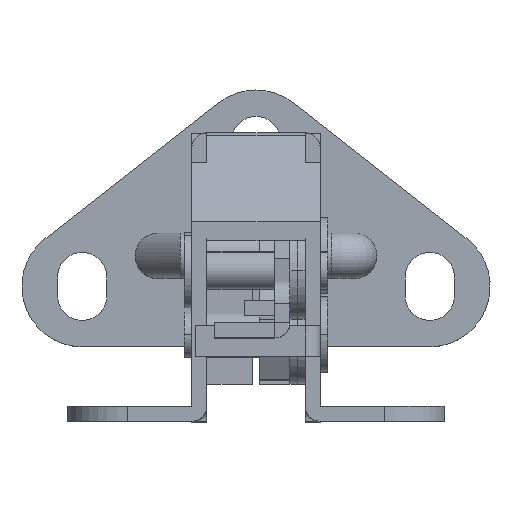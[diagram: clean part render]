
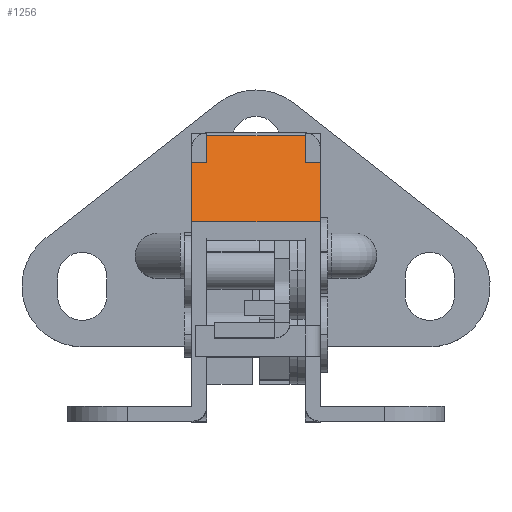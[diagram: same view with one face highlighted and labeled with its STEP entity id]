
A CAD part, top view. The second image highlights one B-rep face of the part: STEP entity #1256.
In plain terms, the highlighted planar face has unit normal (0, 0.786, 0.618).
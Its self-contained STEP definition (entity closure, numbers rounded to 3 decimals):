
#145 = VECTOR ( 'NONE', #3468, 1000. ) ;
#185 = VECTOR ( 'NONE', #3484, 1000. ) ;
#456 = VECTOR ( 'NONE', #3007, 1000. ) ;
#852 = LINE ( 'NONE', #5350, #7564 ) ;
#1031 = LINE ( 'NONE', #5345, #7313 ) ;
#1047 = VERTEX_POINT ( 'NONE', #4292 ) ;
#1135 = VERTEX_POINT ( 'NONE', #4187 ) ;
#1138 = VERTEX_POINT ( 'NONE', #4188 ) ;
#1140 = VERTEX_POINT ( 'NONE', #4183 ) ;
#1180 = VERTEX_POINT ( 'NONE', #4157 ) ;
#1183 = FACE_OUTER_BOUND ( 'NONE', #6967, .T. ) ;
#1198 = VERTEX_POINT ( 'NONE', #4138 ) ;
#1220 = VERTEX_POINT ( 'NONE', #4101 ) ;
#1224 = VERTEX_POINT ( 'NONE', #4095 ) ;
#1256 = ADVANCED_FACE ( 'NONE', ( #1183 ), #4385, .F. ) ;
#1284 = EDGE_CURVE ( 'NONE', #1135, #1138, #1824, .T. ) ;
#1447 = EDGE_CURVE ( 'NONE', #1224, #1135, #1031, .T. ) ;
#1455 = EDGE_CURVE ( 'NONE', #1220, #1224, #852, .T. ) ;
#1824 = LINE ( 'NONE', #4458, #7394 ) ;
#2143 = LINE ( 'NONE', #3233, #7778 ) ;
#2144 = LINE ( 'NONE', #3006, #456 ) ;
#2307 = LINE ( 'NONE', #3483, #185 ) ;
#2313 = LINE ( 'NONE', #3467, #145 ) ;
#2397 = LINE ( 'NONE', #3187, #7753 ) ;
#3006 = CARTESIAN_POINT ( 'NONE',  ( -8.5, 26.4, 0. ) ) ;
#3007 = DIRECTION ( 'NONE',  ( 0., -0.618, 0.786 ) ) ;
#3187 = CARTESIAN_POINT ( 'NONE',  ( 8.5, 37.772, -14.456 ) ) ;
#3188 = DIRECTION ( 'NONE',  ( -1., 0., 0. ) ) ;
#3233 = CARTESIAN_POINT ( 'NONE',  ( -6.5, 34.2, -9.915 ) ) ;
#3234 = DIRECTION ( 'NONE',  ( 0., -0.618, 0.786 ) ) ;
#3467 = CARTESIAN_POINT ( 'NONE',  ( 6.5, 34.2, -9.915 ) ) ;
#3468 = DIRECTION ( 'NONE',  ( 0., -0.618, 0.786 ) ) ;
#3483 = CARTESIAN_POINT ( 'NONE',  ( -6.5, 34.2, -9.915 ) ) ;
#3484 = DIRECTION ( 'NONE',  ( -1., 0., 0. ) ) ;
#4095 = CARTESIAN_POINT ( 'NONE',  ( 8.5, 34.2, -9.915 ) ) ;
#4101 = CARTESIAN_POINT ( 'NONE',  ( 6.5, 34.2, -9.915 ) ) ;
#4138 = CARTESIAN_POINT ( 'NONE',  ( 6.5, 37.772, -14.456 ) ) ;
#4157 = CARTESIAN_POINT ( 'NONE',  ( -8.5, 34.2, -9.915 ) ) ;
#4183 = CARTESIAN_POINT ( 'NONE',  ( -6.5, 34.2, -9.915 ) ) ;
#4187 = CARTESIAN_POINT ( 'NONE',  ( 8.5, 26.4, 0. ) ) ;
#4188 = CARTESIAN_POINT ( 'NONE',  ( -8.5, 26.4, 0. ) ) ;
#4292 = CARTESIAN_POINT ( 'NONE',  ( -6.5, 37.772, -14.456 ) ) ;
#4372 = DIRECTION ( 'NONE',  ( 0., -0.786, -0.618 ) ) ;
#4373 = DIRECTION ( 'NONE',  ( 0., 0.618, -0.786 ) ) ;
#4385 = PLANE ( 'NONE',  #7364 ) ;
#4386 = CARTESIAN_POINT ( 'NONE',  ( 8.5, 26.4, 0. ) ) ;
#4458 = CARTESIAN_POINT ( 'NONE',  ( 8.5, 26.4, 0. ) ) ;
#4459 = DIRECTION ( 'NONE',  ( -1., 0., 0. ) ) ;
#5345 = CARTESIAN_POINT ( 'NONE',  ( 8.5, 26.4, 0. ) ) ;
#5346 = DIRECTION ( 'NONE',  ( 0., -0.618, 0.786 ) ) ;
#5350 = CARTESIAN_POINT ( 'NONE',  ( 6.5, 34.2, -9.915 ) ) ;
#5351 = DIRECTION ( 'NONE',  ( 1., 0., 0. ) ) ;
#5935 = EDGE_CURVE ( 'NONE', #1198, #1047, #2397, .T. ) ;
#5977 = EDGE_CURVE ( 'NONE', #1047, #1140, #2143, .T. ) ;
#5992 = ORIENTED_EDGE ( 'NONE', *, *, #1455, .F. ) ;
#6183 = EDGE_CURVE ( 'NONE', #1198, #1220, #2313, .T. ) ;
#6197 = EDGE_CURVE ( 'NONE', #1140, #1180, #2307, .T. ) ;
#6299 = ORIENTED_EDGE ( 'NONE', *, *, #5935, .T. ) ;
#6699 = ORIENTED_EDGE ( 'NONE', *, *, #5977, .T. ) ;
#6747 = EDGE_CURVE ( 'NONE', #1180, #1138, #2144, .T. ) ;
#6762 = ORIENTED_EDGE ( 'NONE', *, *, #1284, .F. ) ;
#6897 = ORIENTED_EDGE ( 'NONE', *, *, #6197, .T. ) ;
#6967 = EDGE_LOOP ( 'NONE', ( #7230, #6299, #6699, #6897, #7139, #6762, #7226, #5992 ) ) ;
#7139 = ORIENTED_EDGE ( 'NONE', *, *, #6747, .T. ) ;
#7226 = ORIENTED_EDGE ( 'NONE', *, *, #1447, .F. ) ;
#7230 = ORIENTED_EDGE ( 'NONE', *, *, #6183, .F. ) ;
#7313 = VECTOR ( 'NONE', #5346, 1000. ) ;
#7364 = AXIS2_PLACEMENT_3D ( 'NONE', #4386, #4372, #4373 ) ;
#7394 = VECTOR ( 'NONE', #4459, 1000. ) ;
#7564 = VECTOR ( 'NONE', #5351, 1000. ) ;
#7753 = VECTOR ( 'NONE', #3188, 1000. ) ;
#7778 = VECTOR ( 'NONE', #3234, 1000. ) ;
